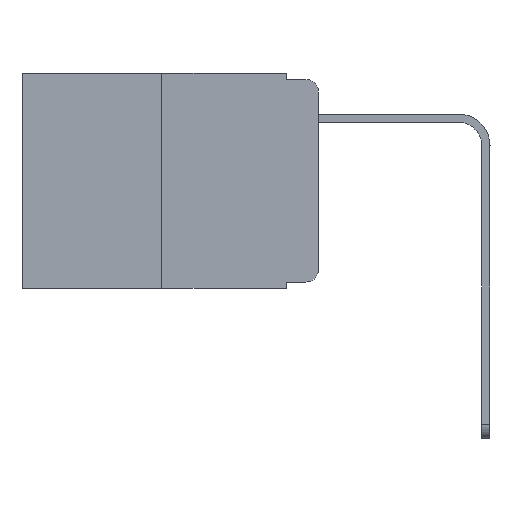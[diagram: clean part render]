
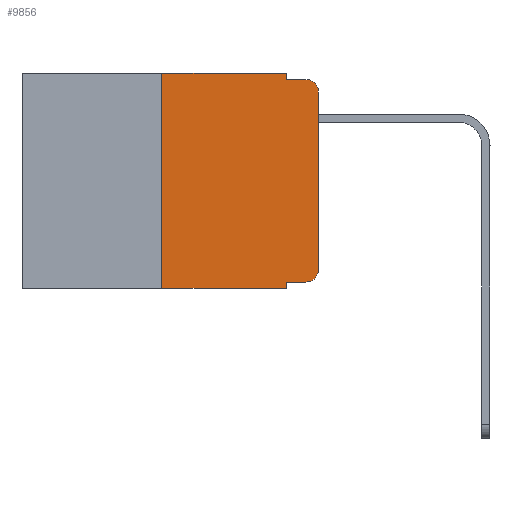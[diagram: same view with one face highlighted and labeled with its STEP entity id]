
A CAD part, left-side view. The second image highlights one B-rep face of the part: STEP entity #9856.
In plain terms, the highlighted planar face has unit normal (-1, 0, 0).
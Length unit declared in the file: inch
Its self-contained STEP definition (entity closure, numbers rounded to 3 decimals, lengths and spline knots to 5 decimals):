
#267 = EDGE_LOOP ( 'NONE', ( #3826, #10704, #12115, #11133, #2082, #8079, #7554, #1051, #13154, #4233 ) ) ;
#613 = VECTOR ( 'NONE', #654, 39.37008 ) ;
#654 = DIRECTION ( 'NONE',  ( 0., 0., 1. ) ) ;
#990 = VERTEX_POINT ( 'NONE', #2565 ) ;
#999 = VERTEX_POINT ( 'NONE', #2613 ) ;
#1051 = ORIENTED_EDGE ( 'NONE', *, *, #6482, .F. ) ;
#1345 = CARTESIAN_POINT ( 'NONE',  ( 0., 0.25, -0.343 ) ) ;
#1392 = EDGE_CURVE ( 'NONE', #14905, #4997, #8311, .T. ) ;
#1687 = CARTESIAN_POINT ( 'NONE',  ( 0., 0.473, 0. ) ) ;
#2082 = ORIENTED_EDGE ( 'NONE', *, *, #11539, .F. ) ;
#2310 = DIRECTION ( 'NONE',  ( 0., -1., 0. ) ) ;
#2538 = VECTOR ( 'NONE', #8455, 39.37008 ) ;
#2565 = CARTESIAN_POINT ( 'NONE',  ( 0., 0., -0.03 ) ) ;
#2598 = VERTEX_POINT ( 'NONE', #9908 ) ;
#2613 = CARTESIAN_POINT ( 'NONE',  ( 0., 0.051, -0.01 ) ) ;
#2788 = VERTEX_POINT ( 'NONE', #1345 ) ;
#2924 = LINE ( 'NONE', #14699, #2538 ) ;
#2950 = DIRECTION ( 'NONE',  ( 0., 0., -1. ) ) ;
#3159 = CARTESIAN_POINT ( 'NONE',  ( 0., 0., 0. ) ) ;
#3347 = DIRECTION ( 'NONE',  ( 0., 0., -1. ) ) ;
#3642 = CARTESIAN_POINT ( 'NONE',  ( 0., 0.02, -0.03 ) ) ;
#3690 = CARTESIAN_POINT ( 'NONE',  ( 0., 0.051, 0. ) ) ;
#3826 = ORIENTED_EDGE ( 'NONE', *, *, #12631, .T. ) ;
#3859 = DIRECTION ( 'NONE',  ( 0., 0., -1. ) ) ;
#3947 = CARTESIAN_POINT ( 'NONE',  ( 0., 0.02, -0.01 ) ) ;
#4002 = CARTESIAN_POINT ( 'NONE',  ( 0., 0.02, -0.333 ) ) ;
#4097 = EDGE_CURVE ( 'NONE', #999, #5607, #2924, .T. ) ;
#4233 = ORIENTED_EDGE ( 'NONE', *, *, #1392, .T. ) ;
#4317 = DIRECTION ( 'NONE',  ( 0., 0., -1. ) ) ;
#4718 = VECTOR ( 'NONE', #9804, 39.37008 ) ;
#4970 = VECTOR ( 'NONE', #2950, 39.37008 ) ;
#4997 = VERTEX_POINT ( 'NONE', #14349 ) ;
#5007 = DIRECTION ( 'NONE',  ( -1., 0., 0. ) ) ;
#5534 = CIRCLE ( 'NONE', #13186, 0.02 ) ;
#5607 = VERTEX_POINT ( 'NONE', #3947 ) ;
#6349 = VECTOR ( 'NONE', #15374, 39.37008 ) ;
#6473 = EDGE_CURVE ( 'NONE', #2788, #12394, #11265, .T. ) ;
#6482 = EDGE_CURVE ( 'NONE', #2598, #12394, #16004, .T. ) ;
#6760 = EDGE_CURVE ( 'NONE', #990, #5607, #5534, .T. ) ;
#6864 = VECTOR ( 'NONE', #2310, 39.37008 ) ;
#6876 = VECTOR ( 'NONE', #10683, 39.37008 ) ;
#6903 = CARTESIAN_POINT ( 'NONE',  ( 0., 0.051, 0. ) ) ;
#7001 = VERTEX_POINT ( 'NONE', #3690 ) ;
#7285 = LINE ( 'NONE', #1687, #12600 ) ;
#7554 = ORIENTED_EDGE ( 'NONE', *, *, #6473, .T. ) ;
#7895 = DIRECTION ( 'NONE',  ( 0., -1., 0. ) ) ;
#8068 = LINE ( 'NONE', #6903, #4718 ) ;
#8079 = ORIENTED_EDGE ( 'NONE', *, *, #11690, .F. ) ;
#8311 = CIRCLE ( 'NONE', #8750, 0.02 ) ;
#8455 = DIRECTION ( 'NONE',  ( 0., -1., 0. ) ) ;
#8516 = CARTESIAN_POINT ( 'NONE',  ( 0., 0.02, -0.313 ) ) ;
#8599 = CARTESIAN_POINT ( 'NONE',  ( 0., 0.051, -0.333 ) ) ;
#8750 = AXIS2_PLACEMENT_3D ( 'NONE', #8516, #9602, #3347 ) ;
#8793 = EDGE_CURVE ( 'NONE', #2598, #14905, #14725, .T. ) ;
#9216 = CARTESIAN_POINT ( 'NONE',  ( 0., 0.473, -0.343 ) ) ;
#9537 = DIRECTION ( 'NONE',  ( 1., 0., 0. ) ) ;
#9539 = AXIS2_PLACEMENT_3D ( 'NONE', #10800, #9537, #4317 ) ;
#9602 = DIRECTION ( 'NONE',  ( -1., 0., 0. ) ) ;
#9756 = PLANE ( 'NONE',  #9539 ) ;
#9804 = DIRECTION ( 'NONE',  ( 0., 0., -1. ) ) ;
#9856 = ADVANCED_FACE ( 'NONE', ( #11342 ), #9756, .F. ) ;
#9908 = CARTESIAN_POINT ( 'NONE',  ( 0., 0.051, -0.333 ) ) ;
#10463 = CARTESIAN_POINT ( 'NONE',  ( 0., 0.051, 0. ) ) ;
#10683 = DIRECTION ( 'NONE',  ( 0., 0., 1. ) ) ;
#10704 = ORIENTED_EDGE ( 'NONE', *, *, #6760, .T. ) ;
#10800 = CARTESIAN_POINT ( 'NONE',  ( 0., 0.473, 0. ) ) ;
#11133 = ORIENTED_EDGE ( 'NONE', *, *, #12118, .F. ) ;
#11232 = CARTESIAN_POINT ( 'NONE',  ( 0., 0.051, -0.343 ) ) ;
#11265 = LINE ( 'NONE', #9216, #6349 ) ;
#11342 = FACE_OUTER_BOUND ( 'NONE', #267, .T. ) ;
#11431 = LINE ( 'NONE', #15716, #613 ) ;
#11539 = EDGE_CURVE ( 'NONE', #14804, #7001, #7285, .T. ) ;
#11690 = EDGE_CURVE ( 'NONE', #2788, #14804, #11431, .T. ) ;
#11982 = LINE ( 'NONE', #3159, #6876 ) ;
#12115 = ORIENTED_EDGE ( 'NONE', *, *, #4097, .F. ) ;
#12118 = EDGE_CURVE ( 'NONE', #7001, #999, #8068, .T. ) ;
#12394 = VERTEX_POINT ( 'NONE', #11232 ) ;
#12470 = CARTESIAN_POINT ( 'NONE',  ( 0., 0.25, 0. ) ) ;
#12600 = VECTOR ( 'NONE', #7895, 39.37008 ) ;
#12631 = EDGE_CURVE ( 'NONE', #4997, #990, #11982, .T. ) ;
#13154 = ORIENTED_EDGE ( 'NONE', *, *, #8793, .T. ) ;
#13186 = AXIS2_PLACEMENT_3D ( 'NONE', #3642, #5007, #3859 ) ;
#14349 = CARTESIAN_POINT ( 'NONE',  ( 0., 0., -0.313 ) ) ;
#14699 = CARTESIAN_POINT ( 'NONE',  ( 0., 0.051, -0.01 ) ) ;
#14725 = LINE ( 'NONE', #8599, #6864 ) ;
#14804 = VERTEX_POINT ( 'NONE', #12470 ) ;
#14905 = VERTEX_POINT ( 'NONE', #4002 ) ;
#15374 = DIRECTION ( 'NONE',  ( 0., -1., 0. ) ) ;
#15716 = CARTESIAN_POINT ( 'NONE',  ( 0., 0.25, 0. ) ) ;
#16004 = LINE ( 'NONE', #10463, #4970 ) ;
